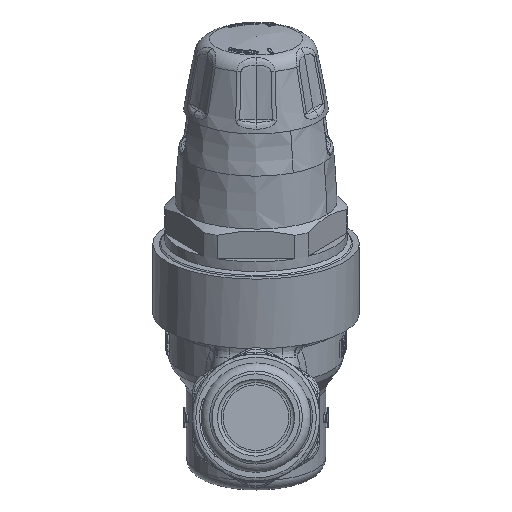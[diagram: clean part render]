
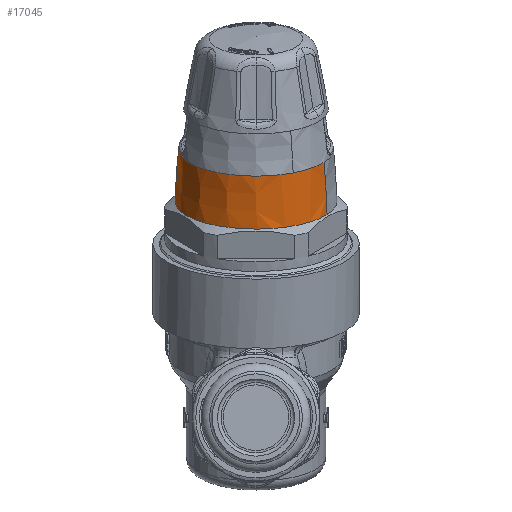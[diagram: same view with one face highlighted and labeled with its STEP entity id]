
A CAD part, front view. The second image highlights one B-rep face of the part: STEP entity #17045.
In plain terms, the highlighted free-form (B-spline) face has degree [3, 2] with [4, 11] control points.
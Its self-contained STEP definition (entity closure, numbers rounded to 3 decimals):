
#1603=(
BOUNDED_SURFACE()
B_SPLINE_SURFACE(3,2,((#24592,#24593,#24594,#24595,#24596,#24597,#24598,
#24599,#24600,#24601,#24602),(#24603,#24604,#24605,#24606,#24607,#24608,
#24609,#24610,#24611,#24612,#24613),(#24614,#24615,#24616,#24617,#24618,
#24619,#24620,#24621,#24622,#24623,#24624),(#24625,#24626,#24627,#24628,
#24629,#24630,#24631,#24632,#24633,#24634,#24635)),.UNSPECIFIED.,.F.,.T.,
 .F.)
B_SPLINE_SURFACE_WITH_KNOTS((4,4),(3,2,2,2,2,3),(7.588,23.622),
(5.77,6.283,7.854,9.425,10.996,
12.053),.UNSPECIFIED.)
GEOMETRIC_REPRESENTATION_ITEM()
RATIONAL_B_SPLINE_SURFACE(((0.871,0.904,1.,0.707,
1.,0.707,1.,0.707,1.,0.803,0.871),
(0.871,0.904,1.,0.707,1.,0.707,
1.,0.707,1.,0.803,0.871),(0.871,
0.904,1.,0.707,1.,0.707,1.,0.707,
1.,0.803,0.871),(0.871,0.904,
1.,0.707,1.,0.707,1.,0.707,1.,0.803,
0.871)))
REPRESENTATION_ITEM('')
SURFACE()
);
#2127=FACE_OUTER_BOUND('',#3208,.T.);
#3208=EDGE_LOOP('',(#10674,#10675,#10676,#10677,#10678));
#5451=CIRCLE('',#18156,0.925);
#5452=CIRCLE('',#18157,9.843);
#5453=CIRCLE('',#18158,0.886);
#5454=CIRCLE('',#18159,0.886);
#5455=CIRCLE('',#18160,9.843);
#6466=VERTEX_POINT('',#24636);
#6467=VERTEX_POINT('',#24637);
#6468=VERTEX_POINT('',#24639);
#6469=VERTEX_POINT('',#24641);
#6470=VERTEX_POINT('',#24643);
#8052=EDGE_CURVE('',#6466,#6467,#5451,.T.);
#8053=EDGE_CURVE('',#6466,#6468,#5452,.T.);
#8054=EDGE_CURVE('',#6469,#6468,#5453,.F.);
#8055=EDGE_CURVE('',#6470,#6469,#5454,.F.);
#8056=EDGE_CURVE('',#6467,#6470,#5455,.T.);
#10674=ORIENTED_EDGE('',*,*,#8052,.F.);
#10675=ORIENTED_EDGE('',*,*,#8053,.T.);
#10676=ORIENTED_EDGE('',*,*,#8054,.F.);
#10677=ORIENTED_EDGE('',*,*,#8055,.F.);
#10678=ORIENTED_EDGE('',*,*,#8056,.F.);
#17045=ADVANCED_FACE('',(#2127),#1603,.F.);
#18156=AXIS2_PLACEMENT_3D('',#24638,#20124,#20125);
#18157=AXIS2_PLACEMENT_3D('',#24640,#20126,#20127);
#18158=AXIS2_PLACEMENT_3D('',#24642,#20128,#20129);
#18159=AXIS2_PLACEMENT_3D('',#24644,#20130,#20131);
#18160=AXIS2_PLACEMENT_3D('',#24645,#20132,#20133);
#20124=DIRECTION('center_axis',(0.,0.342,
-0.94));
#20125=DIRECTION('ref_axis',(1.,0.,0.));
#20126=DIRECTION('center_axis',(-0.479,-0.825,-0.3));
#20127=DIRECTION('ref_axis',(0.874,-0.481,-0.075));
#20128=DIRECTION('center_axis',(0.,0.342,
-0.94));
#20129=DIRECTION('ref_axis',(1.,0.,0.));
#20130=DIRECTION('center_axis',(0.,0.342,
-0.94));
#20131=DIRECTION('ref_axis',(1.,0.,0.));
#20132=DIRECTION('center_axis',(0.479,0.825,0.3));
#20133=DIRECTION('ref_axis',(-0.874,0.416,0.252));
#24592=CARTESIAN_POINT('Ctrl Pts',(-0.812,-0.483,
2.623));
#24593=CARTESIAN_POINT('Ctrl Pts',(-0.925,-0.678,
2.552));
#24594=CARTESIAN_POINT('Ctrl Pts',(-0.925,-0.9,
2.472));
#24595=CARTESIAN_POINT('Ctrl Pts',(-0.925,-1.769,
2.155));
#24596=CARTESIAN_POINT('Ctrl Pts',(0.,-1.769,
2.155));
#24597=CARTESIAN_POINT('Ctrl Pts',(0.925,-1.769,
2.155));
#24598=CARTESIAN_POINT('Ctrl Pts',(0.925,-0.9,2.472));
#24599=CARTESIAN_POINT('Ctrl Pts',(0.925,-0.03,
2.788));
#24600=CARTESIAN_POINT('Ctrl Pts',(0.,-0.03,
2.788));
#24601=CARTESIAN_POINT('Ctrl Pts',(-0.549,-0.03,
2.788));
#24602=CARTESIAN_POINT('Ctrl Pts',(-0.812,-0.483,
2.623));
#24603=CARTESIAN_POINT('Ctrl Pts',(-0.806,-0.558,
2.82));
#24604=CARTESIAN_POINT('Ctrl Pts',(-0.919,-0.751,
2.749));
#24605=CARTESIAN_POINT('Ctrl Pts',(-0.919,-0.971,
2.669));
#24606=CARTESIAN_POINT('Ctrl Pts',(-0.919,-1.835,
2.355));
#24607=CARTESIAN_POINT('Ctrl Pts',(0.,-1.835,
2.355));
#24608=CARTESIAN_POINT('Ctrl Pts',(0.919,-1.835,2.355));
#24609=CARTESIAN_POINT('Ctrl Pts',(0.919,-0.971,
2.669));
#24610=CARTESIAN_POINT('Ctrl Pts',(0.919,-0.108,
2.983));
#24611=CARTESIAN_POINT('Ctrl Pts',(0.,-0.108,
2.983));
#24612=CARTESIAN_POINT('Ctrl Pts',(-0.545,-0.108,
2.983));
#24613=CARTESIAN_POINT('Ctrl Pts',(-0.806,-0.558,
2.82));
#24614=CARTESIAN_POINT('Ctrl Pts',(-0.795,-0.635,
3.015));
#24615=CARTESIAN_POINT('Ctrl Pts',(-0.906,-0.826,
2.946));
#24616=CARTESIAN_POINT('Ctrl Pts',(-0.906,-1.043,
2.867));
#24617=CARTESIAN_POINT('Ctrl Pts',(-0.906,-1.894,
2.557));
#24618=CARTESIAN_POINT('Ctrl Pts',(0.,-1.894,
2.557));
#24619=CARTESIAN_POINT('Ctrl Pts',(0.906,-1.894,
2.557));
#24620=CARTESIAN_POINT('Ctrl Pts',(0.906,-1.043,
2.867));
#24621=CARTESIAN_POINT('Ctrl Pts',(0.906,-0.192,
3.176));
#24622=CARTESIAN_POINT('Ctrl Pts',(0.,-0.192,
3.176));
#24623=CARTESIAN_POINT('Ctrl Pts',(-0.537,-0.192,
3.176));
#24624=CARTESIAN_POINT('Ctrl Pts',(-0.795,-0.635,
3.015));
#24625=CARTESIAN_POINT('Ctrl Pts',(-0.777,-0.716,
3.209));
#24626=CARTESIAN_POINT('Ctrl Pts',(-0.886,-0.902,
3.141));
#24627=CARTESIAN_POINT('Ctrl Pts',(-0.886,-1.115,
3.063));
#24628=CARTESIAN_POINT('Ctrl Pts',(-0.886,-1.947,
2.76));
#24629=CARTESIAN_POINT('Ctrl Pts',(0.,-1.947,
2.76));
#24630=CARTESIAN_POINT('Ctrl Pts',(0.886,-1.947,
2.76));
#24631=CARTESIAN_POINT('Ctrl Pts',(0.886,-1.115,
3.063));
#24632=CARTESIAN_POINT('Ctrl Pts',(0.886,-0.283,
3.366));
#24633=CARTESIAN_POINT('Ctrl Pts',(0.,-0.283,
3.366));
#24634=CARTESIAN_POINT('Ctrl Pts',(-0.525,-0.283,
3.366));
#24635=CARTESIAN_POINT('Ctrl Pts',(-0.777,-0.716,
3.209));
#24636=CARTESIAN_POINT('',(0.812,-1.316,2.32));
#24637=CARTESIAN_POINT('',(-0.812,-0.483,2.623));
#24638=CARTESIAN_POINT('Origin',(0.,-0.9,2.472));
#24639=CARTESIAN_POINT('',(0.777,-1.514,2.918));
#24640=CARTESIAN_POINT('Origin',(-7.822,3.218,3.652));
#24641=CARTESIAN_POINT('',(0.425,-1.846,2.798));
#24642=CARTESIAN_POINT('Origin',(0.,-1.115,
3.063));
#24643=CARTESIAN_POINT('',(-0.777,-0.716,3.209));
#24644=CARTESIAN_POINT('Origin',(0.,-1.115,
3.063));
#24645=CARTESIAN_POINT('Origin',(7.822,-4.813,0.729));
